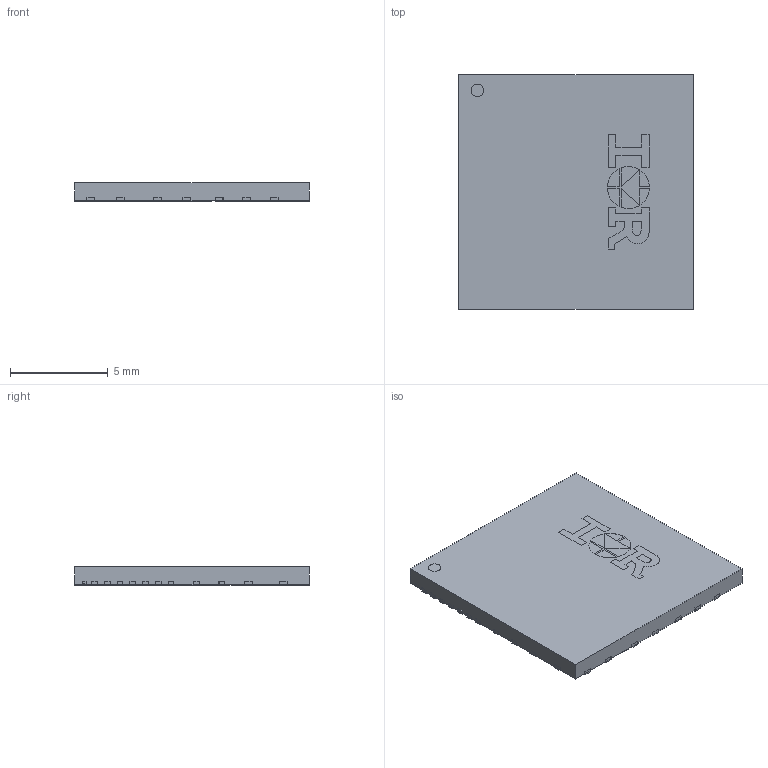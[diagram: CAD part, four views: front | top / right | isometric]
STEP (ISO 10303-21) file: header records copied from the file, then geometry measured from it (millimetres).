
FILE_DESCRIPTION(/* description */ (''),/* implementation_level */ '2;1');
FILE_NAME(/* name */ 'PG-IQFN-37-900_Z8B00213255_V01_3D.stp',/* time_stamp */ '2024-02-14T10:52:06+05:30',/* author */ ('Subramani'),/* organization */ (''),/* preprocessor_version */ 'ST-DEVELOPER v19.2',/* originating_system */ 'AutoCAD Mechanical',/* authorisation */ '');
FILE_SCHEMA (('AUTOMOTIVE_DESIGN { 1 0 10303 214 3 1 1 }'));
Length unit declared in the file: millimetre
Products named in the file (1): Product
Bounding box: 12 x 12 x 0.95 mm (x, y, z)
Surface area: 527.9 mm2
Topology: 35 solids, 35 shells, 468 faces, 1191 edges, 794 vertices
Faces by surface type: plane 353, cylinder 115
Full cylindrical faces by diameter (mm): 0.65 x2
Entity records: 14063 total; most frequent: CARTESIAN_POINT 2454, ORIENTED_EDGE 2382, DIRECTION 2359, EDGE_CURVE 1191, LINE 961, VECTOR 961, VERTEX_POINT 794, AXIS2_PLACEMENT_3D 699
